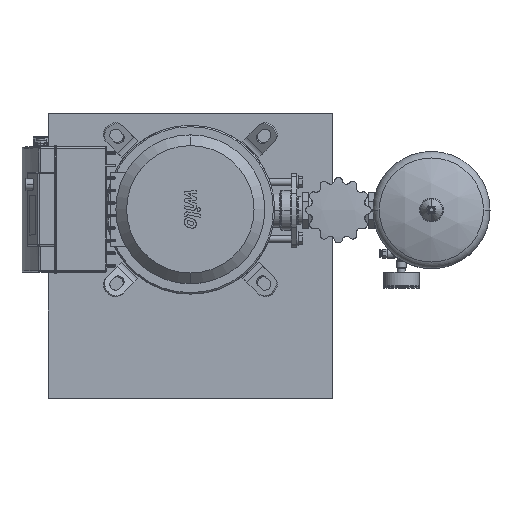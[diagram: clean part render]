
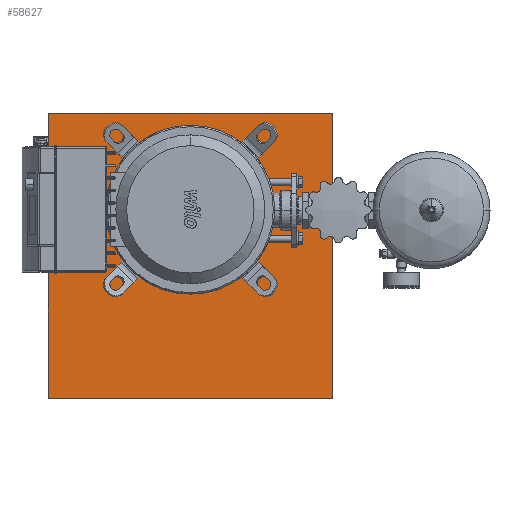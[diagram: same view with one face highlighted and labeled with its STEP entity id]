
A CAD part, top view. The second image highlights one B-rep face of the part: STEP entity #58627.
In plain terms, the highlighted planar face has unit normal (0, 0, 1).
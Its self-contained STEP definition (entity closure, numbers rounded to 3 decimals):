
#58588=CARTESIAN_POINT('',(-250.0,0.0,125.0));
#58589=DIRECTION('',(0.0,0.0,1.0));
#58590=DIRECTION('',(0.0,-1.0,0.0));
#58591=AXIS2_PLACEMENT_3D('',#58588,#58589,#58590);
#58592=PLANE('',#58591);
#58593=CARTESIAN_POINT('',(250.0,-250.0,125.));
#58594=VERTEX_POINT('',#58593);
#58595=CARTESIAN_POINT('',(250.0,250.0,125.));
#58596=VERTEX_POINT('',#58595);
#58597=CARTESIAN_POINT('',(250.0,-250.0,125.));
#58598=DIRECTION('',(0.0,1.0,0.0));
#58599=VECTOR('',#58598,500.0);
#58600=LINE('',#58597,#58599);
#58601=EDGE_CURVE('',#58594,#58596,#58600,.T.);
#58602=ORIENTED_EDGE('',*,*,#58601,.T.);
#58603=CARTESIAN_POINT('',(-250.0,250.0,125.));
#58604=VERTEX_POINT('',#58603);
#58605=CARTESIAN_POINT('',(-250.0,250.0,125.));
#58606=DIRECTION('',(1.0,0.0,0.0));
#58607=VECTOR('',#58606,500.0);
#58608=LINE('',#58605,#58607);
#58609=EDGE_CURVE('',#58604,#58596,#58608,.T.);
#58610=ORIENTED_EDGE('',*,*,#58609,.F.);
#58611=CARTESIAN_POINT('',(-250.0,-250.0,125.));
#58612=VERTEX_POINT('',#58611);
#58613=CARTESIAN_POINT('',(-250.0,250.0,125.));
#58614=DIRECTION('',(0.0,-1.0,0.0));
#58615=VECTOR('',#58614,500.0);
#58616=LINE('',#58613,#58615);
#58617=EDGE_CURVE('',#58604,#58612,#58616,.T.);
#58618=ORIENTED_EDGE('',*,*,#58617,.T.);
#58619=CARTESIAN_POINT('',(-250.0,-250.0,125.));
#58620=DIRECTION('',(1.0,0.0,0.0));
#58621=VECTOR('',#58620,500.0);
#58622=LINE('',#58619,#58621);
#58623=EDGE_CURVE('',#58612,#58594,#58622,.T.);
#58624=ORIENTED_EDGE('',*,*,#58623,.T.);
#58625=EDGE_LOOP('',(#58602,#58610,#58618,#58624));
#58626=FACE_OUTER_BOUND('',#58625,.T.);
#58627=ADVANCED_FACE('',(#58626),#58592,.T.);
